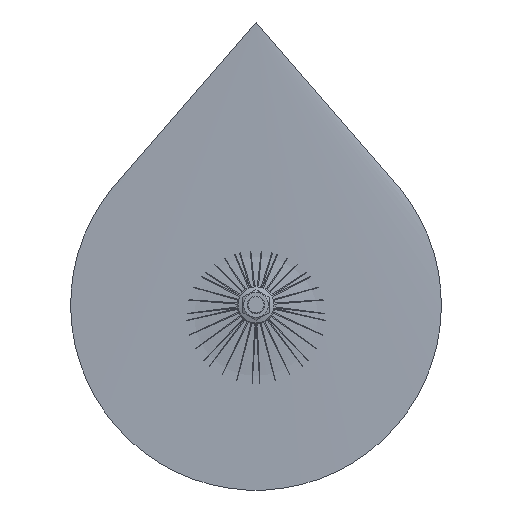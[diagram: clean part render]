
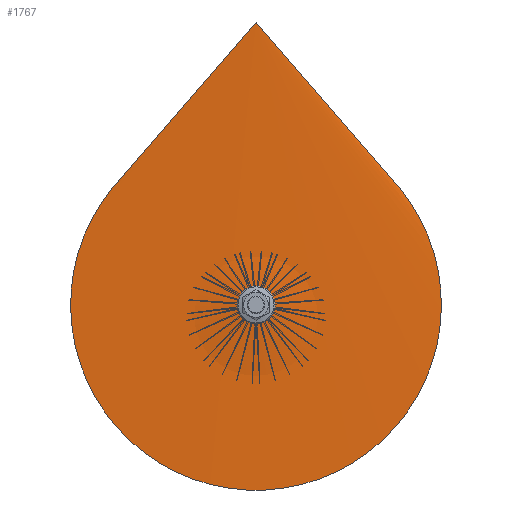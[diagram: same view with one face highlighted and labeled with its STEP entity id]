
A CAD part, left-side view. The second image highlights one B-rep face of the part: STEP entity #1767.
In plain terms, the highlighted toroidal (fillet/blend) face has major radius 96.521 mm and minor radius 779.355 mm.
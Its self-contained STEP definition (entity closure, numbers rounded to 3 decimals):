
#2 = FACE_OUTER_BOUND ( 'NONE', #1360, .T. ) ;
#140 = DIRECTION ( 'NONE',  ( 0., 0., 1. ) ) ;
#375 = ORIENTED_EDGE ( 'NONE', *, *, #1900, .F. ) ;
#685 = AXIS2_PLACEMENT_3D ( 'NONE', #1434, #1621, #1023 ) ;
#876 = VERTEX_POINT ( 'NONE', #1406 ) ;
#1023 = DIRECTION ( 'NONE',  ( 0., 0., 1. ) ) ;
#1100 = AXIS2_PLACEMENT_3D ( 'NONE', #2400, #1378, #140 ) ;
#1360 = EDGE_LOOP ( 'NONE', ( #375 ) ) ;
#1378 = DIRECTION ( 'NONE',  ( -1., 0., 0. ) ) ;
#1406 = CARTESIAN_POINT ( 'NONE',  ( 53.117, 0., 7.633 ) ) ;
#1434 = CARTESIAN_POINT ( 'NONE',  ( -719.355, 0., 0.8 ) ) ;
#1621 = DIRECTION ( 'NONE',  ( -1., 0., 0. ) ) ;
#1767 = ADVANCED_FACE ( 'NONE', ( #2 ), #2273, .T. ) ;
#1900 = EDGE_CURVE ( 'NONE', #876, #876, #2130, .T. ) ;
#2130 = CIRCLE ( 'NONE', #1100, 6.833 ) ;
#2273 = TOROIDAL_SURFACE ( 'NONE', #685, -96.521, 779.355 ) ;
#2400 = CARTESIAN_POINT ( 'NONE',  ( 53.117, 0., 0.8 ) ) ;
